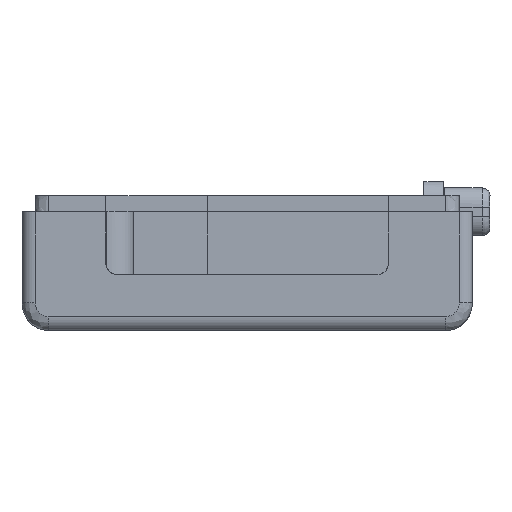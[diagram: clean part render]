
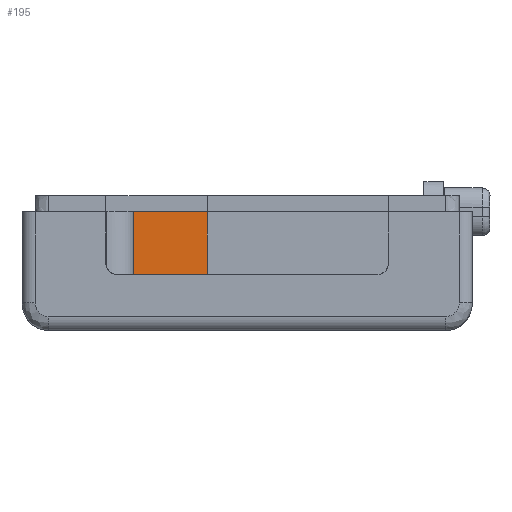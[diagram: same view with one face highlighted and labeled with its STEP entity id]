
A CAD part, left-side view. The second image highlights one B-rep face of the part: STEP entity #195.
In plain terms, the highlighted free-form (B-spline) face has degree [1, 1] with [2, 2] control points.
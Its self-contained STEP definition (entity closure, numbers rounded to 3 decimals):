
#195=ADVANCED_FACE('',(#384),#5746,.T.);
#384=FACE_OUTER_BOUND('',#573,.T.);
#573=EDGE_LOOP('',(#1339,#1340,#1341,#1342));
#1339=ORIENTED_EDGE('',*,*,#4207,.F.);
#1340=ORIENTED_EDGE('',*,*,#4235,.T.);
#1341=ORIENTED_EDGE('',*,*,#4229,.F.);
#1342=ORIENTED_EDGE('',*,*,#4225,.F.);
#2367=PCURVE('',#5740,#3223);
#2394=PCURVE('',#5742,#3250);
#2410=PCURVE('',#5744,#3266);
#2417=PCURVE('',#5746,#3273);
#2418=PCURVE('',#5746,#3274);
#2419=PCURVE('',#5746,#3275);
#2420=PCURVE('',#5746,#3276);
#2475=PCURVE('',#5757,#3331);
#3223=DEFINITIONAL_REPRESENTATION('',(#5132),#13575);
#3250=DEFINITIONAL_REPRESENTATION('',(#5176),#13575);
#3266=DEFINITIONAL_REPRESENTATION('',(#5188),#13575);
#3273=DEFINITIONAL_REPRESENTATION('',(#5200),#13575);
#3274=DEFINITIONAL_REPRESENTATION('',(#5202),#13575);
#3275=DEFINITIONAL_REPRESENTATION('',(#5203),#13575);
#3276=DEFINITIONAL_REPRESENTATION('',(#5204),#13575);
#3331=DEFINITIONAL_REPRESENTATION('',(#5277),#13575);
#3771=SURFACE_CURVE('',#5131,(#2367,#2417),.PCURVE_S1.);
#3789=SURFACE_CURVE('',#5175,(#2394,#2420),.PCURVE_S1.);
#3793=SURFACE_CURVE('',#5187,(#2410,#2419),.PCURVE_S1.);
#3799=SURFACE_CURVE('',#5201,(#2418,#2475),.PCURVE_S1.);
#4207=EDGE_CURVE('',#5557,#5558,#3771,.T.);
#4225=EDGE_CURVE('',#5558,#5566,#3789,.T.);
#4229=EDGE_CURVE('',#5566,#5572,#3793,.T.);
#4235=EDGE_CURVE('',#5557,#5572,#3799,.T.);
#5131=B_SPLINE_CURVE_WITH_KNOTS('',1,(#12492,#12493),.UNSPECIFIED.,.F.,
 .F.,(2,2),(-3.792,-0.889),.UNSPECIFIED.);
#5132=B_SPLINE_CURVE_WITH_KNOTS('',1,(#12494,#12495),.UNSPECIFIED.,.F.,
 .F.,(2,2),(-3.792,-0.889),.UNSPECIFIED.);
#5175=B_SPLINE_CURVE_WITH_KNOTS('',1,(#12996,#12997),.UNSPECIFIED.,.F.,
 .F.,(2,2),(35.105,40.003),.UNSPECIFIED.);
#5176=B_SPLINE_CURVE_WITH_KNOTS('',1,(#12998,#12999),.UNSPECIFIED.,.F.,
 .F.,(2,2),(35.105,40.003),.UNSPECIFIED.);
#5187=B_SPLINE_CURVE_WITH_KNOTS('',3,(#13096,#13097,#13098,#13099),
 .UNSPECIFIED.,.F.,.F.,(4,4),(-5.992,-2.725),
 .UNSPECIFIED.);
#5188=B_SPLINE_CURVE_WITH_KNOTS('',3,(#13100,#13101,#13102,#13103),
 .UNSPECIFIED.,.F.,.F.,(4,4),(-5.992,-2.725),
 .UNSPECIFIED.);
#5200=B_SPLINE_CURVE_WITH_KNOTS('',1,(#13128,#13129),.UNSPECIFIED.,.F.,
 .F.,(2,2),(-3.792,-0.889),.UNSPECIFIED.);
#5201=B_SPLINE_CURVE_WITH_KNOTS('',1,(#13130,#13131),.UNSPECIFIED.,.F.,
 .F.,(2,2),(35.105,40.003),.UNSPECIFIED.);
#5202=B_SPLINE_CURVE_WITH_KNOTS('',1,(#13132,#13133),.UNSPECIFIED.,.F.,
 .F.,(2,2),(35.105,40.003),.UNSPECIFIED.);
#5203=B_SPLINE_CURVE_WITH_KNOTS('',3,(#13134,#13135,#13136,#13137),
 .UNSPECIFIED.,.F.,.F.,(4,4),(-5.992,-2.725),
 .UNSPECIFIED.);
#5204=B_SPLINE_CURVE_WITH_KNOTS('',1,(#13138,#13139),.UNSPECIFIED.,.F.,
 .F.,(2,2),(35.105,40.003),.UNSPECIFIED.);
#5277=B_SPLINE_CURVE_WITH_KNOTS('',1,(#13334,#13335),.UNSPECIFIED.,.F.,
 .F.,(2,2),(35.105,40.003),.UNSPECIFIED.);
#5557=VERTEX_POINT('',#11069);
#5558=VERTEX_POINT('',#11070);
#5566=VERTEX_POINT('',#11078);
#5572=VERTEX_POINT('',#11084);
#5740=B_SPLINE_SURFACE_WITH_KNOTS('',1,1,((#10293,#10294),(#10295,#10296),
(#10297,#10298)),.UNSPECIFIED.,.F.,.F.,.F.,(2,1,2),(2,2),(-33.805,
-33.409,0.),(0.889,3.792),.UNSPECIFIED.);
#5742=B_SPLINE_SURFACE_WITH_KNOTS('',1,1,((#10695,#10696),(#10697,#10698)),
 .UNSPECIFIED.,.F.,.F.,.F.,(2,2),(2,2),(-5.923,-1.),
(0.827,33.805),.UNSPECIFIED.);
#5744=B_SPLINE_SURFACE_WITH_KNOTS('',1,1,((#10703,#10704),(#10705,#10706)),
 .UNSPECIFIED.,.F.,.F.,.F.,(2,2),(2,2),(0.,9.7),(2.725,
6.692),.UNSPECIFIED.);
#5746=B_SPLINE_SURFACE_WITH_KNOTS('',1,1,((#10711,#10712),(#10713,#10714)),
 .UNSPECIFIED.,.F.,.F.,.F.,(2,2),(2,2),(-40.003,-34.405),
(0.267,3.792),.UNSPECIFIED.);
#5757=B_SPLINE_SURFACE_WITH_KNOTS('',1,1,((#10795,#10796),(#10797,#10798)),
 .UNSPECIFIED.,.F.,.F.,.F.,(2,2),(2,2),(35.105,40.003),
(0.,1.),.UNSPECIFIED.);
#10293=CARTESIAN_POINT('',(14.497,63.325,0.626));
#10294=CARTESIAN_POINT('',(14.497,63.325,4.673));
#10295=CARTESIAN_POINT('',(14.113,63.325,0.626));
#10296=CARTESIAN_POINT('',(14.113,63.325,4.673));
#10297=CARTESIAN_POINT('',(-18.304,63.325,0.626));
#10298=CARTESIAN_POINT('',(-18.304,63.325,4.673));
#10695=CARTESIAN_POINT('',(-17.502,57.516,0.626));
#10696=CARTESIAN_POINT('',(14.497,57.516,0.626));
#10697=CARTESIAN_POINT('',(-17.502,63.325,0.626));
#10698=CARTESIAN_POINT('',(14.497,63.325,0.626));
#10703=CARTESIAN_POINT('',(13.818,57.546,4.673));
#10704=CARTESIAN_POINT('',(13.818,57.546,-0.242));
#10705=CARTESIAN_POINT('',(13.818,46.1,4.673));
#10706=CARTESIAN_POINT('',(13.818,46.1,-0.242));
#10711=CARTESIAN_POINT('',(13.818,57.546,-0.242));
#10712=CARTESIAN_POINT('',(13.818,57.546,4.673));
#10713=CARTESIAN_POINT('',(13.818,64.151,-0.242));
#10714=CARTESIAN_POINT('',(13.818,64.151,4.673));
#10795=CARTESIAN_POINT('',(14.789,63.325,4.673));
#10796=CARTESIAN_POINT('',(13.818,63.325,4.673));
#10797=CARTESIAN_POINT('',(14.789,57.546,4.673));
#10798=CARTESIAN_POINT('',(13.818,57.546,4.673));
#11069=CARTESIAN_POINT('',(13.818,63.325,4.673));
#11070=CARTESIAN_POINT('',(13.818,63.325,0.626));
#11078=CARTESIAN_POINT('',(13.818,57.546,0.626));
#11084=CARTESIAN_POINT('',(13.818,57.546,4.673));
#12492=CARTESIAN_POINT('',(13.818,63.325,4.673));
#12493=CARTESIAN_POINT('',(13.818,63.325,0.626));
#12494=CARTESIAN_POINT('',(-33.105,3.792));
#12495=CARTESIAN_POINT('',(-33.105,0.889));
#12996=CARTESIAN_POINT('',(13.818,63.325,0.626));
#12997=CARTESIAN_POINT('',(13.818,57.546,0.626));
#12998=CARTESIAN_POINT('',(-1.,33.105));
#12999=CARTESIAN_POINT('',(-5.897,33.105));
#13096=CARTESIAN_POINT('',(13.818,57.546,0.626));
#13097=CARTESIAN_POINT('',(13.818,57.546,1.975));
#13098=CARTESIAN_POINT('',(13.818,57.546,3.324));
#13099=CARTESIAN_POINT('',(13.818,57.546,4.673));
#13100=CARTESIAN_POINT('',(0.,5.992));
#13101=CARTESIAN_POINT('',(0.,4.903));
#13102=CARTESIAN_POINT('',(0.,3.814));
#13103=CARTESIAN_POINT('',(0.,2.725));
#13128=CARTESIAN_POINT('',(-35.105,3.792));
#13129=CARTESIAN_POINT('',(-35.105,0.889));
#13130=CARTESIAN_POINT('',(13.818,63.325,4.673));
#13131=CARTESIAN_POINT('',(13.818,57.546,4.673));
#13132=CARTESIAN_POINT('',(-35.105,3.792));
#13133=CARTESIAN_POINT('',(-40.003,3.792));
#13134=CARTESIAN_POINT('',(-40.003,0.889));
#13135=CARTESIAN_POINT('',(-40.003,1.856));
#13136=CARTESIAN_POINT('',(-40.003,2.824));
#13137=CARTESIAN_POINT('',(-40.003,3.792));
#13138=CARTESIAN_POINT('',(-35.105,0.889));
#13139=CARTESIAN_POINT('',(-40.003,0.889));
#13334=CARTESIAN_POINT('',(35.105,1.));
#13335=CARTESIAN_POINT('',(40.003,1.));
#13575=(
GEOMETRIC_REPRESENTATION_CONTEXT(2)
PARAMETRIC_REPRESENTATION_CONTEXT()
REPRESENTATION_CONTEXT('pspace','')
);
